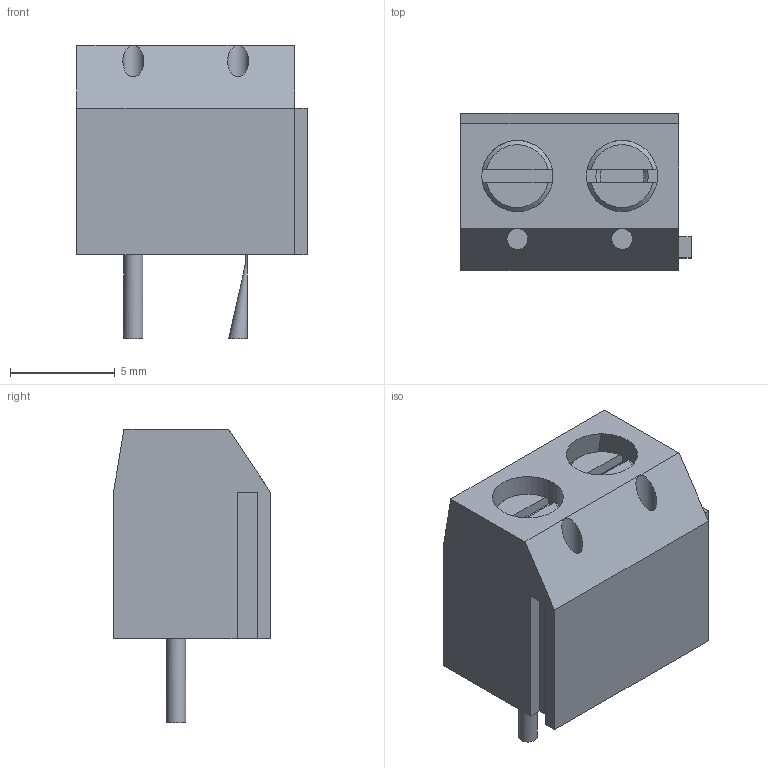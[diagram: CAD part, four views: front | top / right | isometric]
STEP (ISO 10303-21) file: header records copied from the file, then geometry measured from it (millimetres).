
FILE_DESCRIPTION(('FreeCAD Model'),'2;1');
FILE_NAME('Open CASCADE Shape Model','2021-07-28T16:18:32',('Author'),( ''),'Open CASCADE STEP processor 7.5','FreeCAD','Unknown');
FILE_SCHEMA(('AUTOMOTIVE_DESIGN { 1 0 10303 214 1 1 1 1 }'));
Length unit declared in the file: millimetre
Products named in the file (1): Fusion
Bounding box: 11 x 7.5 x 14 mm (x, y, z)
Volume: 579.2 mm3; surface area: 977 mm2
Topology: 1 solids, 1 shells, 91 faces, 267 edges, 171 vertices
Faces by surface type: plane 66, cylinder 19, cone 6
Full cylindrical faces by diameter (mm): 0.9 x1, 1 x2, 2.5 x2, 2.8 x2, 3.4 x2
Entity records: 4401 total; most frequent: CARTESIAN_POINT 1500, ORIENTED_EDGE 512, DIRECTION 487, EDGE_CURVE 256, LINE 175, VECTOR 175, VERTEX_POINT 167, AXIS2_PLACEMENT_3D 156
